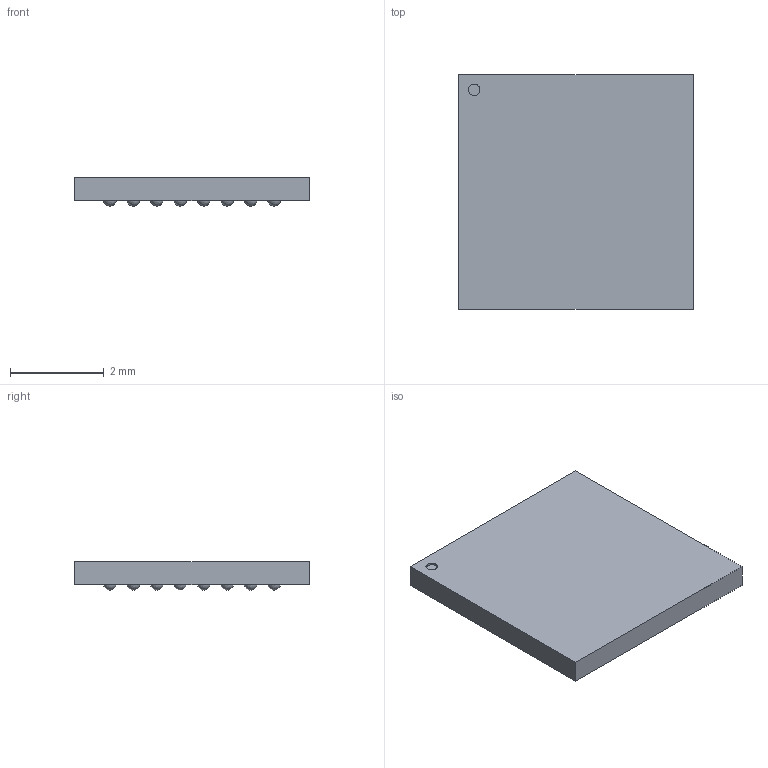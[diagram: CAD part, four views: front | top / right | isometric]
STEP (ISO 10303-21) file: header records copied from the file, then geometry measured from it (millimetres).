
FILE_DESCRIPTION(/* description */ (''),/* implementation_level */ '2;1');
FILE_NAME(/* name */ '64-UFBGA.step',/* time_stamp */ '2021-08-24T16:50:04+08:00',/* author */ (''),/* organization */ (''),/* preprocessor_version */ 'ST-DEVELOPER v18.1',/* originating_system */ 'Autodesk Translation Framework v10.9.0.1377',/* authorisation */ '');
FILE_SCHEMA (('AUTOMOTIVE_DESIGN { 1 0 10303 214 3 1 1 }'));
Length unit declared in the file: millimetre
Products named in the file (1): (Unsaved)
Bounding box: 5 x 5 x 0.6 mm (x, y, z)
Volume: 12.5 mm3; surface area: 69.8 mm2
Topology: 65 solids, 65 shells, 136 faces, 79 edges, 74 vertices
Faces by surface type: plane 71, sphere 64, cylinder 1
Full cylindrical faces by diameter (mm): 0.246 x1
Entity records: 2105 total; most frequent: DIRECTION 419, CARTESIAN_POINT 290, AXIS2_PLACEMENT_3D 203, ORIENTED_EDGE 158, EDGE_LOOP 137, FACE_OUTER_BOUND 136, ADVANCED_FACE 136, EDGE_CURVE 79
